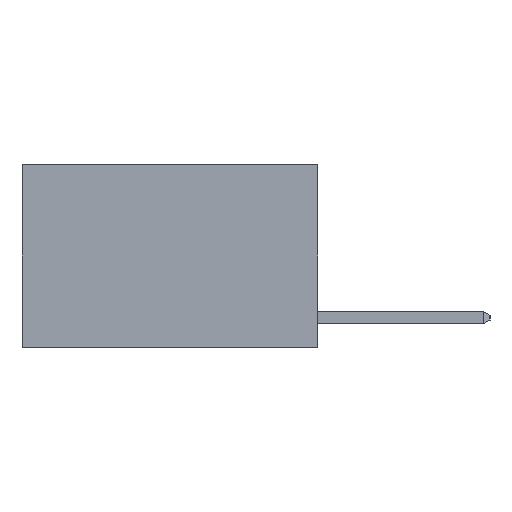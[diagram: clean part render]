
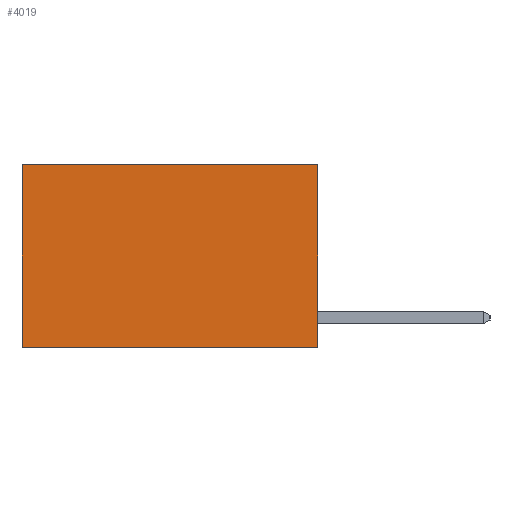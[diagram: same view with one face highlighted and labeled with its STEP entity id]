
A CAD part, left-side view. The second image highlights one B-rep face of the part: STEP entity #4019.
In plain terms, the highlighted planar face has unit normal (-1, 0, 0).
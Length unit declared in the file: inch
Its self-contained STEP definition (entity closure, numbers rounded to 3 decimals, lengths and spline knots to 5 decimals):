
#487 = CARTESIAN_POINT ( 'NONE',  ( 0.2625, 0.6, 0. ) ) ;
#1495 = CARTESIAN_POINT ( 'NONE',  ( 0.2625, 0.6, -0.37 ) ) ;
#2041 = EDGE_CURVE ( 'NONE', #5640, #15029, #4639, .T. ) ;
#2616 = LINE ( 'NONE', #3885, #6020 ) ;
#3088 = EDGE_CURVE ( 'NONE', #13648, #3271, #2616, .T. ) ;
#3271 = VERTEX_POINT ( 'NONE', #487 ) ;
#3575 = FACE_OUTER_BOUND ( 'NONE', #5512, .T. ) ;
#3676 = CARTESIAN_POINT ( 'NONE',  ( 0.2625, 0.6, 0. ) ) ;
#3885 = CARTESIAN_POINT ( 'NONE',  ( 0.2625, 0., 0. ) ) ;
#4019 = ADVANCED_FACE ( 'NONE', ( #3575 ), #11926, .F. ) ;
#4568 = ORIENTED_EDGE ( 'NONE', *, *, #2041, .F. ) ;
#4639 = LINE ( 'NONE', #7345, #13751 ) ;
#5512 = EDGE_LOOP ( 'NONE', ( #9668, #4568, #13348, #12011 ) ) ;
#5565 = DIRECTION ( 'NONE',  ( 0., 0., -1. ) ) ;
#5640 = VERTEX_POINT ( 'NONE', #6421 ) ;
#6020 = VECTOR ( 'NONE', #15027, 39.37008 ) ;
#6029 = DIRECTION ( 'NONE',  ( 0., 1., 0. ) ) ;
#6421 = CARTESIAN_POINT ( 'NONE',  ( 0.2625, 0., -0.37 ) ) ;
#7035 = CARTESIAN_POINT ( 'NONE',  ( 0.2625, 0., 0. ) ) ;
#7345 = CARTESIAN_POINT ( 'NONE',  ( 0.2625, 0., -0.37 ) ) ;
#7586 = DIRECTION ( 'NONE',  ( 0., 0., -1. ) ) ;
#8306 = DIRECTION ( 'NONE',  ( 0., 0., -1. ) ) ;
#9139 = VECTOR ( 'NONE', #5565, 39.37008 ) ;
#9668 = ORIENTED_EDGE ( 'NONE', *, *, #11768, .T. ) ;
#10231 = LINE ( 'NONE', #3676, #13438 ) ;
#11768 = EDGE_CURVE ( 'NONE', #3271, #15029, #10231, .T. ) ;
#11926 = PLANE ( 'NONE',  #12213 ) ;
#12011 = ORIENTED_EDGE ( 'NONE', *, *, #3088, .T. ) ;
#12213 = AXIS2_PLACEMENT_3D ( 'NONE', #7035, #15527, #8306 ) ;
#13004 = CARTESIAN_POINT ( 'NONE',  ( 0.2625, 0., 0. ) ) ;
#13348 = ORIENTED_EDGE ( 'NONE', *, *, #13943, .F. ) ;
#13438 = VECTOR ( 'NONE', #7586, 39.37008 ) ;
#13579 = CARTESIAN_POINT ( 'NONE',  ( 0.2625, 0., 0. ) ) ;
#13648 = VERTEX_POINT ( 'NONE', #13579 ) ;
#13751 = VECTOR ( 'NONE', #6029, 39.37008 ) ;
#13943 = EDGE_CURVE ( 'NONE', #13648, #5640, #15542, .T. ) ;
#15027 = DIRECTION ( 'NONE',  ( 0., 1., 0. ) ) ;
#15029 = VERTEX_POINT ( 'NONE', #1495 ) ;
#15527 = DIRECTION ( 'NONE',  ( 1., 0., 0. ) ) ;
#15542 = LINE ( 'NONE', #13004, #9139 ) ;
